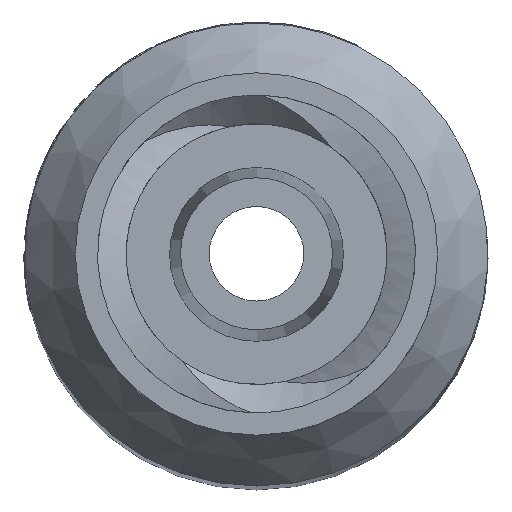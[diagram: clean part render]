
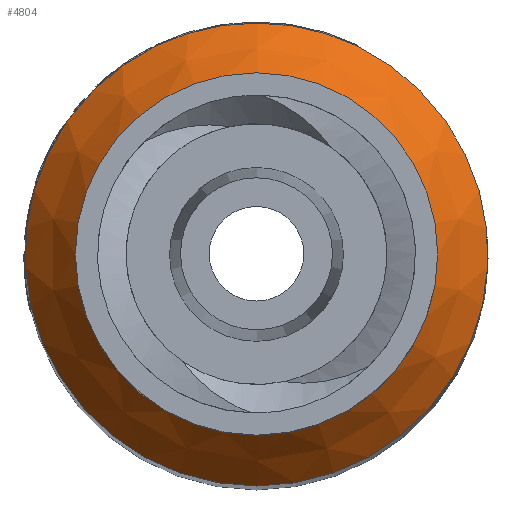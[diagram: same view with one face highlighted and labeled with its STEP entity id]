
A CAD part, top view. The second image highlights one B-rep face of the part: STEP entity #4804.
In plain terms, the highlighted conical face has half-angle 37.304 degrees and reference radius 5.842 mm.
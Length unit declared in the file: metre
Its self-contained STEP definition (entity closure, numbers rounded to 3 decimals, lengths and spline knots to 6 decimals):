
#28=CONICAL_SURFACE('',#5214,0.005842,0.651);
#2359=ORIENTED_EDGE('',*,*,#2752,.T.);
#2360=ORIENTED_EDGE('',*,*,#3074,.T.);
#2361=ORIENTED_EDGE('',*,*,#3075,.F.);
#2752=EDGE_CURVE('',#3323,#3324,#3665,.T.);
#3074=EDGE_CURVE('',#3324,#3323,#3711,.T.);
#3075=EDGE_CURVE('',#3539,#3539,#3712,.T.);
#3323=VERTEX_POINT('',#7139);
#3324=VERTEX_POINT('',#7140);
#3539=VERTEX_POINT('',#18227);
#3665=CIRCLE('',#5104,0.005842);
#3711=CIRCLE('',#5213,0.005842);
#3712=CIRCLE('',#5215,0.004572);
#4031=EDGE_LOOP('',(#2359,#2360));
#4032=EDGE_LOOP('',(#2361));
#4362=FACE_BOUND('',#4031,.T.);
#4363=FACE_BOUND('',#4032,.T.);
#4804=ADVANCED_FACE('',(#4362,#4363),#28,.T.);
#5104=AXIS2_PLACEMENT_3D('',#7138,#6022,#6023);
#5213=AXIS2_PLACEMENT_3D('',#18224,#6350,#6351);
#5214=AXIS2_PLACEMENT_3D('',#18225,#6352,#6353);
#5215=AXIS2_PLACEMENT_3D('',#18226,#6354,#6355);
#6022=DIRECTION('',(0.,0.,1.));
#6023=DIRECTION('',(0.,-1.,0.));
#6350=DIRECTION('',(0.,0.,1.));
#6351=DIRECTION('',(0.,-1.,0.));
#6352=DIRECTION('',(0.,0.,-1.));
#6353=DIRECTION('',(0.,1.,0.));
#6354=DIRECTION('',(0.,0.,1.));
#6355=DIRECTION('',(0.,-1.,0.));
#7138=CARTESIAN_POINT('',(0.,0.,0.028758));
#7139=CARTESIAN_POINT('',(0.002541,0.00526,0.028758));
#7140=CARTESIAN_POINT('',(-0.002541,0.00526,0.028758));
#18224=CARTESIAN_POINT('',(0.,0.,0.028758));
#18225=CARTESIAN_POINT('',(0.,0.,0.028758));
#18226=CARTESIAN_POINT('',(0.,0.,0.030424));
#18227=CARTESIAN_POINT('',(0.,-0.004572,0.030424));
